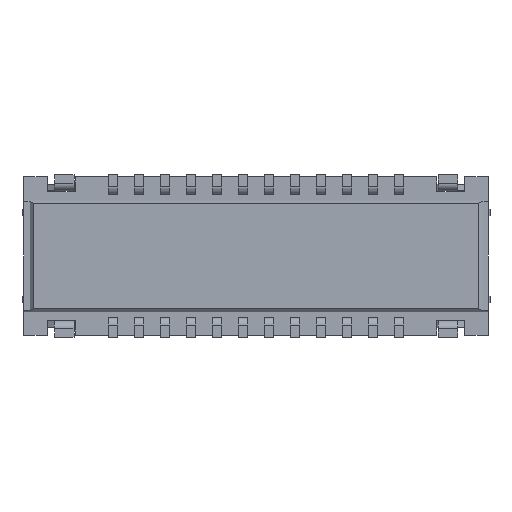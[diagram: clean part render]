
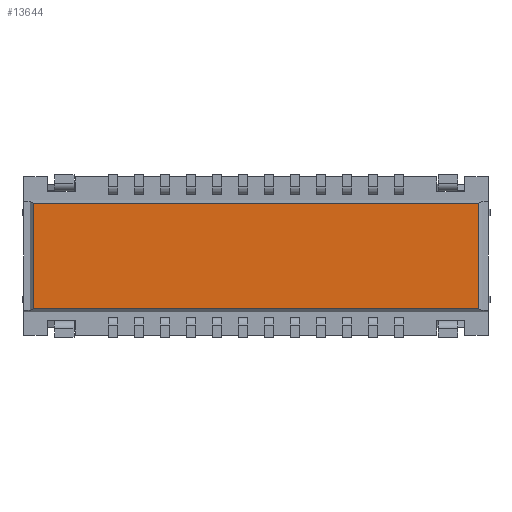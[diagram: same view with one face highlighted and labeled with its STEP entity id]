
A CAD part, front view. The second image highlights one B-rep face of the part: STEP entity #13644.
In plain terms, the highlighted planar face has unit normal (0, -1, 0).
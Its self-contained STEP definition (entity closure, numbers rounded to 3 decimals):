
#1=DIRECTION('',(0.,0.,-1.));
#2=VECTOR('',#1,1.62);
#3=CARTESIAN_POINT('',(3.425,0.,0.81));
#4=LINE('',#3,#2);
#5=DIRECTION('',(1.,0.,0.));
#6=VECTOR('',#5,6.85);
#7=CARTESIAN_POINT('',(-3.425,0.,-0.81));
#8=LINE('',#7,#6);
#9=DIRECTION('',(0.,0.,-1.));
#10=VECTOR('',#9,1.62);
#11=CARTESIAN_POINT('',(-3.425,0.,0.81));
#12=LINE('',#11,#10);
#13=DIRECTION('',(1.,0.,0.));
#14=VECTOR('',#13,6.85);
#15=CARTESIAN_POINT('',(-3.425,0.,0.81));
#16=LINE('',#15,#14);
#10485=CARTESIAN_POINT('',(3.425,0.,0.81));
#10486=CARTESIAN_POINT('',(3.425,0.,-0.81));
#10487=VERTEX_POINT('',#10485);
#10488=VERTEX_POINT('',#10486);
#10489=CARTESIAN_POINT('',(-3.425,0.,0.81));
#10490=CARTESIAN_POINT('',(-3.425,0.,-0.81));
#10491=VERTEX_POINT('',#10489);
#10492=VERTEX_POINT('',#10490);
#13629=CARTESIAN_POINT('',(0.,0.,0.));
#13630=DIRECTION('',(0.,1.,0.));
#13631=DIRECTION('',(1.,0.,0.));
#13632=AXIS2_PLACEMENT_3D('',#13629,#13630,#13631);
#13633=PLANE('',#13632);
#13635=ORIENTED_EDGE('',*,*,#13634,.T.);
#13637=ORIENTED_EDGE('',*,*,#13636,.F.);
#13639=ORIENTED_EDGE('',*,*,#13638,.F.);
#13641=ORIENTED_EDGE('',*,*,#13640,.T.);
#13642=EDGE_LOOP('',(#13635,#13637,#13639,#13641));
#13643=FACE_OUTER_BOUND('',#13642,.F.);
#13644=ADVANCED_FACE('',(#13643),#13633,.F.);
#13634=EDGE_CURVE('',#10487,#10488,#4,.T.);
#13636=EDGE_CURVE('',#10492,#10488,#8,.T.);
#13638=EDGE_CURVE('',#10491,#10492,#12,.T.);
#13640=EDGE_CURVE('',#10491,#10487,#16,.T.);
